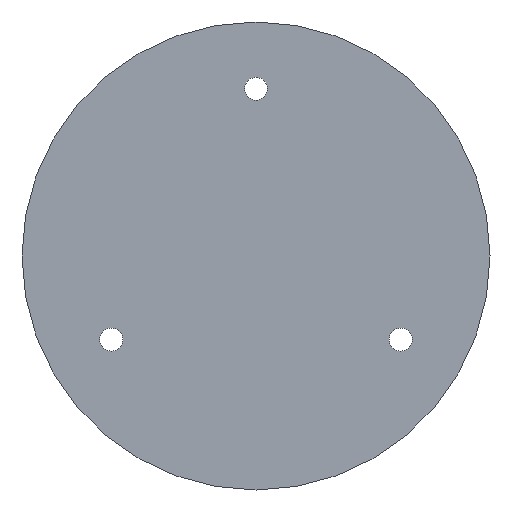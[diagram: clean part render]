
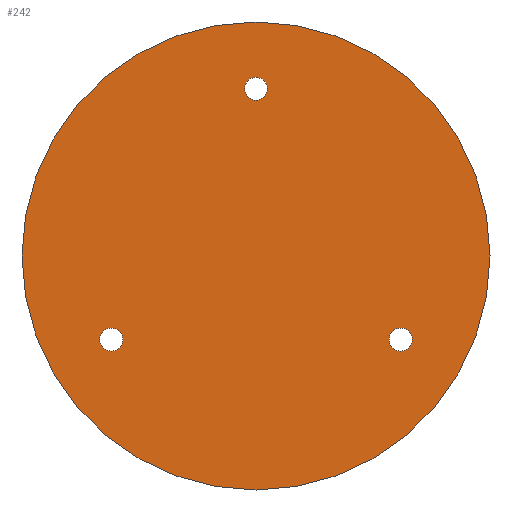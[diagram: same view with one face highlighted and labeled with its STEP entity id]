
A CAD part, front view. The second image highlights one B-rep face of the part: STEP entity #242.
In plain terms, the highlighted planar face has unit normal (0, -1, 0).
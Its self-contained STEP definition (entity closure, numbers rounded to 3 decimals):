
#20=FACE_BOUND('',#52,.T.);
#21=FACE_BOUND('',#53,.T.);
#22=FACE_BOUND('',#54,.T.);
#27=PLANE('',#281);
#34=FACE_OUTER_BOUND('',#51,.T.);
#51=EDGE_LOOP('',(#181));
#52=EDGE_LOOP('',(#182));
#53=EDGE_LOOP('',(#183,#184));
#54=EDGE_LOOP('',(#185));
#85=CIRCLE('',#269,1.55);
#87=CIRCLE('',#272,1.55);
#95=CIRCLE('',#282,31.5);
#96=CIRCLE('',#283,1.55);
#97=CIRCLE('',#284,1.55);
#110=VERTEX_POINT('',#398);
#112=VERTEX_POINT('',#404);
#120=VERTEX_POINT('',#423);
#121=VERTEX_POINT('',#425);
#122=VERTEX_POINT('',#426);
#135=EDGE_CURVE('',#110,#110,#85,.T.);
#138=EDGE_CURVE('',#112,#112,#87,.T.);
#146=EDGE_CURVE('',#120,#120,#95,.T.);
#147=EDGE_CURVE('',#121,#122,#96,.T.);
#148=EDGE_CURVE('',#122,#121,#97,.T.);
#181=ORIENTED_EDGE('',*,*,#146,.F.);
#182=ORIENTED_EDGE('',*,*,#138,.T.);
#183=ORIENTED_EDGE('',*,*,#147,.T.);
#184=ORIENTED_EDGE('',*,*,#148,.T.);
#185=ORIENTED_EDGE('',*,*,#135,.T.);
#242=ADVANCED_FACE('',(#34,#20,#21,#22),#27,.F.);
#269=AXIS2_PLACEMENT_3D('',#400,#313,#314);
#272=AXIS2_PLACEMENT_3D('',#406,#320,#321);
#281=AXIS2_PLACEMENT_3D('',#422,#338,#339);
#282=AXIS2_PLACEMENT_3D('',#424,#340,#341);
#283=AXIS2_PLACEMENT_3D('',#427,#342,#343);
#284=AXIS2_PLACEMENT_3D('',#428,#344,#345);
#313=DIRECTION('center_axis',(0.,1.,0.));
#314=DIRECTION('ref_axis',(0.,0.,1.));
#320=DIRECTION('center_axis',(0.,1.,0.));
#321=DIRECTION('ref_axis',(0.,0.,1.));
#338=DIRECTION('center_axis',(0.,1.,0.));
#339=DIRECTION('ref_axis',(0.,0.,1.));
#340=DIRECTION('center_axis',(0.,1.,0.));
#341=DIRECTION('ref_axis',(0.,0.,1.));
#342=DIRECTION('center_axis',(0.,1.,0.));
#343=DIRECTION('ref_axis',(0.,0.,-1.));
#344=DIRECTION('center_axis',(0.,1.,0.));
#345=DIRECTION('ref_axis',(0.,0.,-1.));
#398=CARTESIAN_POINT('',(19.486,0.,-9.7));
#400=CARTESIAN_POINT('Origin',(19.486,0.,-11.25));
#404=CARTESIAN_POINT('',(0.,0.,24.05));
#406=CARTESIAN_POINT('Origin',(0.,0.,22.5));
#422=CARTESIAN_POINT('Origin',(0.,0.,0.));
#423=CARTESIAN_POINT('',(0.,0.,31.5));
#424=CARTESIAN_POINT('Origin',(0.,0.,0.));
#425=CARTESIAN_POINT('',(-19.486,0.,-12.8));
#426=CARTESIAN_POINT('',(-19.486,0.,-9.7));
#427=CARTESIAN_POINT('Origin',(-19.486,0.,-11.25));
#428=CARTESIAN_POINT('Origin',(-19.486,0.,-11.25));
